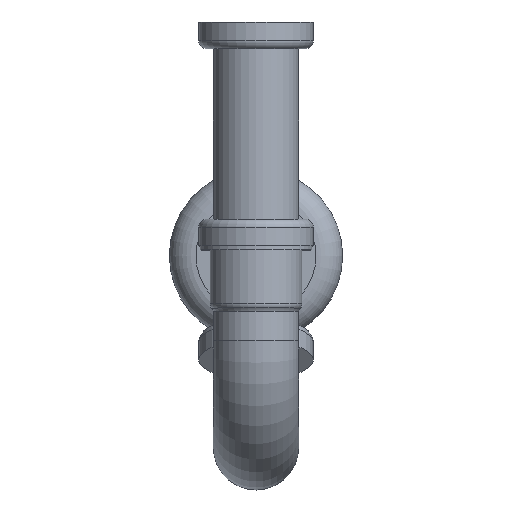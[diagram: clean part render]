
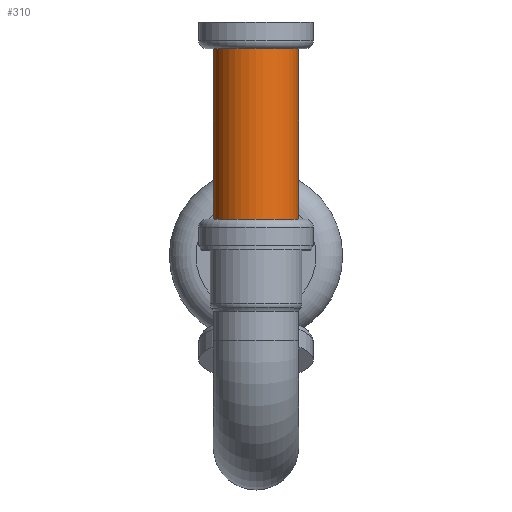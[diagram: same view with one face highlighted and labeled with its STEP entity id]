
A CAD part, top view. The second image highlights one B-rep face of the part: STEP entity #310.
In plain terms, the highlighted cylindrical face has radius 16 mm (diameter 32 mm), a full revolution.
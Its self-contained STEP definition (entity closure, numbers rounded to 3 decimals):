
#3 = EDGE_CURVE ( 'NONE', #191, #191, #658, .T. ) ;
#7 = CARTESIAN_POINT ( 'NONE',  ( 0., 13.206, 241.329 ) ) ;
#82 = DIRECTION ( 'NONE',  ( 0., 0., -1. ) ) ;
#90 = CARTESIAN_POINT ( 'NONE',  ( 0., 77.206, 241.329 ) ) ;
#119 = DIRECTION ( 'NONE',  ( 0., -1., 0. ) ) ;
#136 = AXIS2_PLACEMENT_3D ( 'NONE', #562, #119, #82 ) ;
#164 = EDGE_CURVE ( 'NONE', #287, #287, #306, .T. ) ;
#191 = VERTEX_POINT ( 'NONE', #7 ) ;
#209 = AXIS2_PLACEMENT_3D ( 'NONE', #455, #459, #460 ) ;
#287 = VERTEX_POINT ( 'NONE', #90 ) ;
#306 = CIRCLE ( 'NONE', #209, 16. ) ;
#310 = ADVANCED_FACE ( 'NONE', ( #483, #338 ), #331, .T. ) ;
#331 = CYLINDRICAL_SURFACE ( 'NONE', #136, 16. ) ;
#337 = AXIS2_PLACEMENT_3D ( 'NONE', #719, #742, #691 ) ;
#338 = FACE_OUTER_BOUND ( 'NONE', #410, .T. ) ;
#352 = EDGE_LOOP ( 'NONE', ( #589 ) ) ;
#410 = EDGE_LOOP ( 'NONE', ( #639 ) ) ;
#455 = CARTESIAN_POINT ( 'NONE',  ( 0., 77.206, 257.329 ) ) ;
#459 = DIRECTION ( 'NONE',  ( 0., -1., 0. ) ) ;
#460 = DIRECTION ( 'NONE',  ( 0., 0., -1. ) ) ;
#483 = FACE_OUTER_BOUND ( 'NONE', #352, .T. ) ;
#562 = CARTESIAN_POINT ( 'NONE',  ( 0., -21.294, 257.329 ) ) ;
#589 = ORIENTED_EDGE ( 'NONE', *, *, #3, .F. ) ;
#639 = ORIENTED_EDGE ( 'NONE', *, *, #164, .T. ) ;
#658 = CIRCLE ( 'NONE', #337, 16. ) ;
#691 = DIRECTION ( 'NONE',  ( 0., 0., -1. ) ) ;
#719 = CARTESIAN_POINT ( 'NONE',  ( 0., 13.206, 257.329 ) ) ;
#742 = DIRECTION ( 'NONE',  ( 0., -1., 0. ) ) ;
